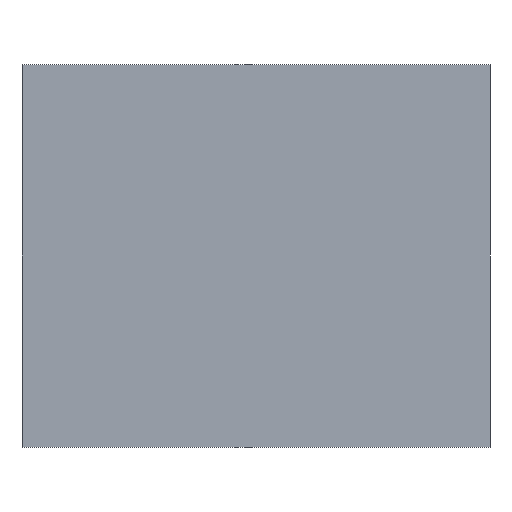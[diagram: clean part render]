
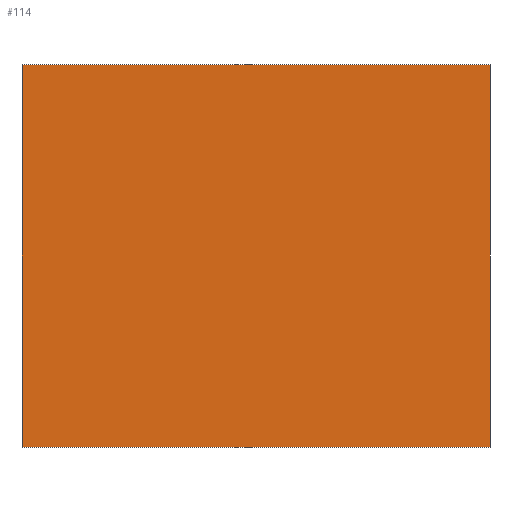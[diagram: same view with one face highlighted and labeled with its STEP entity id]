
A CAD part, front view. The second image highlights one B-rep face of the part: STEP entity #114.
In plain terms, the highlighted planar face has unit normal (0, -1, 0).
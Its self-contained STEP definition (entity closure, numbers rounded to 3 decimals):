
#23 = CARTESIAN_POINT ( 'NONE',  ( 275., -0.5, -225. ) ) ;
#24 = EDGE_CURVE ( 'NONE', #56, #262, #178, .T. ) ;
#28 = CARTESIAN_POINT ( 'NONE',  ( 275., -0.5, -225. ) ) ;
#29 = LINE ( 'NONE', #92, #162 ) ;
#44 = EDGE_CURVE ( 'NONE', #69, #118, #124, .T. ) ;
#56 = VERTEX_POINT ( 'NONE', #136 ) ;
#61 = EDGE_LOOP ( 'NONE', ( #65, #181, #98, #159 ) ) ;
#64 = CARTESIAN_POINT ( 'NONE',  ( 275., -0.5, 225. ) ) ;
#65 = ORIENTED_EDGE ( 'NONE', *, *, #44, .F. ) ;
#69 = VERTEX_POINT ( 'NONE', #64 ) ;
#70 = DIRECTION ( 'NONE',  ( 0., -1., 0. ) ) ;
#92 = CARTESIAN_POINT ( 'NONE',  ( -275., -0.5, -225. ) ) ;
#98 = ORIENTED_EDGE ( 'NONE', *, *, #24, .F. ) ;
#114 = ADVANCED_FACE ( 'NONE', ( #203 ), #237, .T. ) ;
#118 = VERTEX_POINT ( 'NONE', #28 ) ;
#124 = LINE ( 'NONE', #212, #315 ) ;
#133 = AXIS2_PLACEMENT_3D ( 'NONE', #23, #70, #238 ) ;
#136 = CARTESIAN_POINT ( 'NONE',  ( -275., -0.5, -225. ) ) ;
#142 = CARTESIAN_POINT ( 'NONE',  ( -275., -0.5, 225. ) ) ;
#146 = EDGE_CURVE ( 'NONE', #262, #69, #190, .T. ) ;
#159 = ORIENTED_EDGE ( 'NONE', *, *, #302, .F. ) ;
#162 = VECTOR ( 'NONE', #259, 1000. ) ;
#178 = LINE ( 'NONE', #307, #192 ) ;
#181 = ORIENTED_EDGE ( 'NONE', *, *, #146, .F. ) ;
#185 = DIRECTION ( 'NONE',  ( 0., 0., 1. ) ) ;
#190 = LINE ( 'NONE', #191, #235 ) ;
#191 = CARTESIAN_POINT ( 'NONE',  ( -275., -0.5, 225. ) ) ;
#192 = VECTOR ( 'NONE', #185, 1000. ) ;
#203 = FACE_OUTER_BOUND ( 'NONE', #61, .T. ) ;
#212 = CARTESIAN_POINT ( 'NONE',  ( 275., -0.5, 225. ) ) ;
#235 = VECTOR ( 'NONE', #258, 1000. ) ;
#237 = PLANE ( 'NONE',  #133 ) ;
#238 = DIRECTION ( 'NONE',  ( 0., 0., -1. ) ) ;
#255 = DIRECTION ( 'NONE',  ( 0., 0., -1. ) ) ;
#258 = DIRECTION ( 'NONE',  ( 1., 0., 0. ) ) ;
#259 = DIRECTION ( 'NONE',  ( -1., 0., 0. ) ) ;
#262 = VERTEX_POINT ( 'NONE', #142 ) ;
#302 = EDGE_CURVE ( 'NONE', #118, #56, #29, .T. ) ;
#307 = CARTESIAN_POINT ( 'NONE',  ( -275., -0.5, 225. ) ) ;
#315 = VECTOR ( 'NONE', #255, 1000. ) ;
